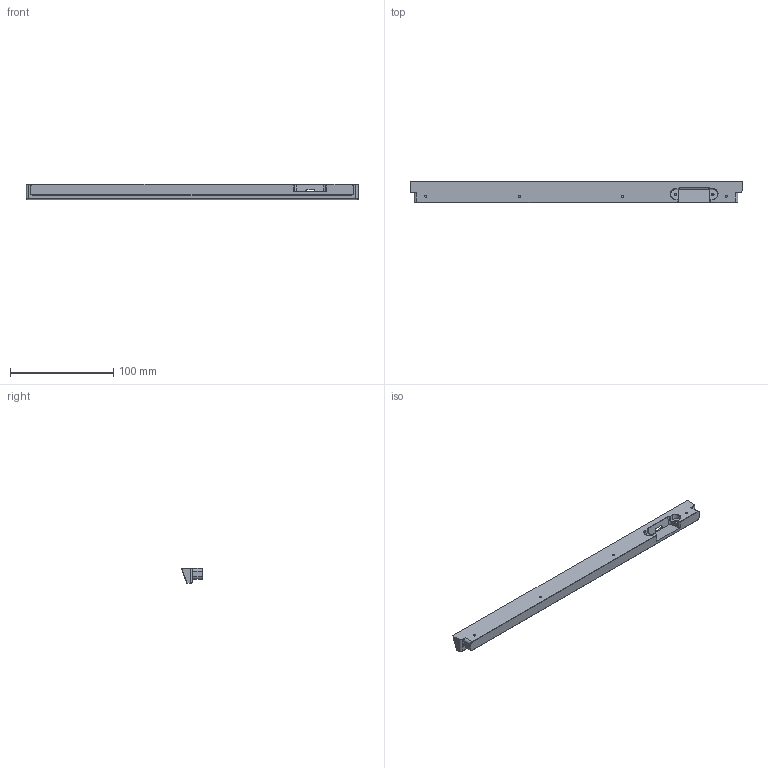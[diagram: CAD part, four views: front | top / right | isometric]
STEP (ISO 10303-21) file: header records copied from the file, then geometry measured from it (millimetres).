
FILE_DESCRIPTION(/* description */ ('','CAx-IF Rec.Pracs.---Representation and Presentation of Product Manufacturing Information (PMI)---4.0---2014-10-13'),/* implementation_level */ '2;1');
FILE_NAME(/* name */ 'Astra_toblerone.step',/* time_stamp */ '2024-12-24T14:41:16+01:00',/* author */ (''),/* organization */ (''),/* preprocessor_version */ 'ST-DEVELOPER v20',/* originating_system */ 'Autodesk Translation Framework v13.20.0.188',/* authorisation */ '');
FILE_SCHEMA (('AP242_MANAGED_MODEL_BASED_3D_ENGINEERING_MIM_LF { 1 0 10303 442 1 1 4 }'));
Length unit declared in the file: millimetre
Products named in the file (2): Astra; TOBLERONE
Assembly tree (1 placements, depth 2):
  Astra
    TOBLERONE
Bounding box: 321.2 x 20.34 x 14.57 mm (x, y, z)
Volume: 64099.4 mm3; surface area: 21418.4 mm2
Topology: 1 solids, 1 shells, 154 faces, 388 edges, 240 vertices
Faces by surface type: plane 57, bspline 48, cylinder 31, cone 18
Full cylindrical faces by diameter (mm): 2.075 x4, 2.529 x2
Entity records: 5602 total; most frequent: CARTESIAN_POINT 2225, ORIENTED_EDGE 764, DIRECTION 542, EDGE_CURVE 382, VERTEX_POINT 240, LINE 200, VECTOR 200, AXIS2_PLACEMENT_3D 171
